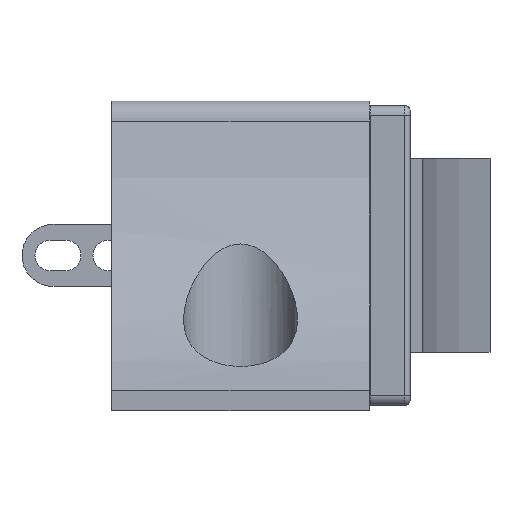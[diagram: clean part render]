
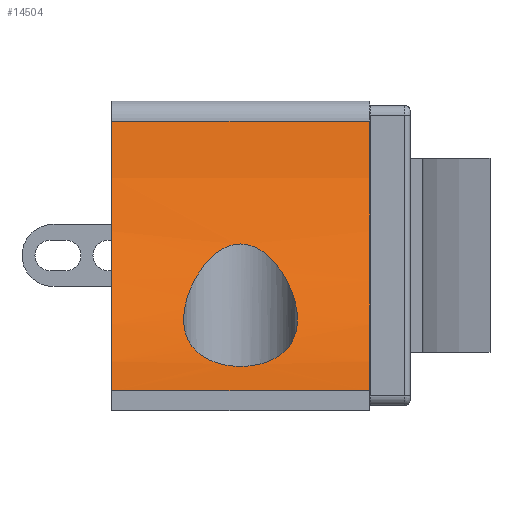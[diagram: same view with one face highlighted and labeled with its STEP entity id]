
A CAD part, left-side view. The second image highlights one B-rep face of the part: STEP entity #14504.
In plain terms, the highlighted cylindrical face has radius 18.133 mm (diameter 36.266 mm), a partial arc.
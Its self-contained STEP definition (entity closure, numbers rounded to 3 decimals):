
#265=FACE_BOUND('',#1717,.T.);
#915=FACE_OUTER_BOUND('',#1716,.T.);
#1716=EDGE_LOOP('',(#10118,#10119,#10120,#10121));
#1717=EDGE_LOOP('',(#10122,#10123));
#2589=B_SPLINE_CURVE_WITH_KNOTS('',3,(#19152,#19153,#19154,#19155,#19156,
#19157,#19158,#19159,#19160,#19161,#19162,#19163,#19164,#19165,#19166,#19167,
#19168,#19169,#19170,#19171),.UNSPECIFIED.,.F.,.F.,(4,2,2,2,2,2,2,2,2,4),
(0.,0.105,0.21,0.354,0.499,
0.675,0.85,0.963,1.019,
1.075),.UNSPECIFIED.);
#2590=B_SPLINE_CURVE_WITH_KNOTS('',3,(#19172,#19173,#19174,#19175,#19176,
#19177,#19178,#19179,#19180,#19181,#19182,#19183,#19184,#19185,#19186,#19187,
#19188,#19189,#19190,#19191),.UNSPECIFIED.,.F.,.F.,(4,2,2,2,2,2,2,2,2,4),
(1.075,1.132,1.188,1.3,1.476,
1.652,1.796,1.941,2.046,2.151),
 .UNSPECIFIED.);
#2965=LINE('',#19258,#4676);
#2966=LINE('',#19261,#4677);
#4676=VECTOR('',#16053,10.);
#4677=VECTOR('',#16056,10.);
#6389=CIRCLE('',#15326,18.133);
#6390=CIRCLE('',#15327,18.133);
#6472=VERTEX_POINT('',#19149);
#6473=VERTEX_POINT('',#19151);
#6483=VERTEX_POINT('',#19254);
#6484=VERTEX_POINT('',#19255);
#6485=VERTEX_POINT('',#19257);
#6486=VERTEX_POINT('',#19259);
#7921=EDGE_CURVE('',#6473,#6472,#2589,.T.);
#7922=EDGE_CURVE('',#6472,#6473,#2590,.T.);
#7933=EDGE_CURVE('',#6483,#6484,#6389,.T.);
#7934=EDGE_CURVE('',#6484,#6485,#2965,.T.);
#7935=EDGE_CURVE('',#6486,#6485,#6390,.T.);
#7936=EDGE_CURVE('',#6483,#6486,#2966,.T.);
#10118=ORIENTED_EDGE('',*,*,#7933,.T.);
#10119=ORIENTED_EDGE('',*,*,#7934,.T.);
#10120=ORIENTED_EDGE('',*,*,#7935,.F.);
#10121=ORIENTED_EDGE('',*,*,#7936,.F.);
#10122=ORIENTED_EDGE('',*,*,#7921,.T.);
#10123=ORIENTED_EDGE('',*,*,#7922,.T.);
#14459=CYLINDRICAL_SURFACE('',#15325,18.133);
#14504=ADVANCED_FACE('',(#915,#265),#14459,.F.);
#15325=AXIS2_PLACEMENT_3D('',#19253,#16049,#16050);
#15326=AXIS2_PLACEMENT_3D('',#19256,#16051,#16052);
#15327=AXIS2_PLACEMENT_3D('',#19260,#16054,#16055);
#16049=DIRECTION('center_axis',(0.,-1.,0.));
#16050=DIRECTION('ref_axis',(0.988,0.,-0.155));
#16051=DIRECTION('center_axis',(0.,1.,0.));
#16052=DIRECTION('ref_axis',(0.988,0.,-0.155));
#16053=DIRECTION('',(0.,-1.,0.));
#16054=DIRECTION('center_axis',(0.,1.,0.));
#16055=DIRECTION('ref_axis',(0.988,0.,-0.155));
#16056=DIRECTION('',(0.,-1.,0.));
#19149=CARTESIAN_POINT('',(-54.35,-0.55,7.603));
#19151=CARTESIAN_POINT('',(-60.05,-0.55,1.481));
#19152=CARTESIAN_POINT('Ctrl Pts',(-60.05,-0.55,1.481));
#19153=CARTESIAN_POINT('Ctrl Pts',(-60.05,-0.2,1.481));
#19154=CARTESIAN_POINT('Ctrl Pts',(-59.981,0.168,1.526));
#19155=CARTESIAN_POINT('Ctrl Pts',(-59.717,0.833,
1.707));
#19156=CARTESIAN_POINT('Ctrl Pts',(-59.523,1.131,1.844));
#19157=CARTESIAN_POINT('Ctrl Pts',(-59.023,1.683,2.214));
#19158=CARTESIAN_POINT('Ctrl Pts',(-58.664,1.928,2.496));
#19159=CARTESIAN_POINT('Ctrl Pts',(-57.921,2.236,3.134));
#19160=CARTESIAN_POINT('Ctrl Pts',(-57.538,2.3,3.492));
#19161=CARTESIAN_POINT('Ctrl Pts',(-56.789,2.3,4.252));
#19162=CARTESIAN_POINT('Ctrl Pts',(-56.368,2.208,4.722));
#19163=CARTESIAN_POINT('Ctrl Pts',(-55.61,1.852,5.664));
#19164=CARTESIAN_POINT('Ctrl Pts',(-55.272,1.591,6.136));
#19165=CARTESIAN_POINT('Ctrl Pts',(-54.831,1.057,6.801));
#19166=CARTESIAN_POINT('Ctrl Pts',(-54.664,0.793,7.068));
#19167=CARTESIAN_POINT('Ctrl Pts',(-54.485,0.331,
7.369));
#19168=CARTESIAN_POINT('Ctrl Pts',(-54.436,0.166,
7.453));
#19169=CARTESIAN_POINT('Ctrl Pts',(-54.369,-0.181,
7.57));
#19170=CARTESIAN_POINT('Ctrl Pts',(-54.35,-0.363,7.603));
#19171=CARTESIAN_POINT('Ctrl Pts',(-54.35,-0.55,7.603));
#19172=CARTESIAN_POINT('Ctrl Pts',(-54.35,-0.55,7.603));
#19173=CARTESIAN_POINT('Ctrl Pts',(-54.35,-0.737,7.603));
#19174=CARTESIAN_POINT('Ctrl Pts',(-54.369,-0.919,
7.57));
#19175=CARTESIAN_POINT('Ctrl Pts',(-54.436,-1.266,
7.453));
#19176=CARTESIAN_POINT('Ctrl Pts',(-54.485,-1.431,
7.369));
#19177=CARTESIAN_POINT('Ctrl Pts',(-54.664,-1.893,7.068));
#19178=CARTESIAN_POINT('Ctrl Pts',(-54.831,-2.157,
6.801));
#19179=CARTESIAN_POINT('Ctrl Pts',(-55.272,-2.691,
6.136));
#19180=CARTESIAN_POINT('Ctrl Pts',(-55.61,-2.952,
5.664));
#19181=CARTESIAN_POINT('Ctrl Pts',(-56.368,-3.308,4.722));
#19182=CARTESIAN_POINT('Ctrl Pts',(-56.789,-3.4,4.252));
#19183=CARTESIAN_POINT('Ctrl Pts',(-57.538,-3.4,3.492));
#19184=CARTESIAN_POINT('Ctrl Pts',(-57.921,-3.336,
3.134));
#19185=CARTESIAN_POINT('Ctrl Pts',(-58.664,-3.028,
2.496));
#19186=CARTESIAN_POINT('Ctrl Pts',(-59.023,-2.783,2.214));
#19187=CARTESIAN_POINT('Ctrl Pts',(-59.523,-2.231,
1.844));
#19188=CARTESIAN_POINT('Ctrl Pts',(-59.717,-1.933,
1.707));
#19189=CARTESIAN_POINT('Ctrl Pts',(-59.981,-1.268,1.526));
#19190=CARTESIAN_POINT('Ctrl Pts',(-60.05,-0.9,1.481));
#19191=CARTESIAN_POINT('Ctrl Pts',(-60.05,-0.55,1.481));
#19253=CARTESIAN_POINT('Origin',(-70.113,5.9,16.565));
#19254=CARTESIAN_POINT('',(-52.2,5.9,13.75));
#19255=CARTESIAN_POINT('',(-62.2,5.9,0.25));
#19256=CARTESIAN_POINT('Origin',(-70.113,5.9,16.565));
#19257=CARTESIAN_POINT('',(-62.2,-7.,0.25));
#19258=CARTESIAN_POINT('',(-62.2,5.9,0.25));
#19259=CARTESIAN_POINT('',(-52.2,-7.,13.75));
#19260=CARTESIAN_POINT('Origin',(-70.113,-7.,16.565));
#19261=CARTESIAN_POINT('',(-52.2,-7.,13.75));
